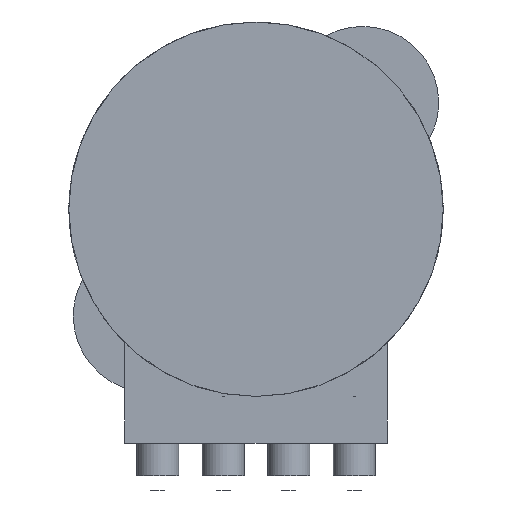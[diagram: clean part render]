
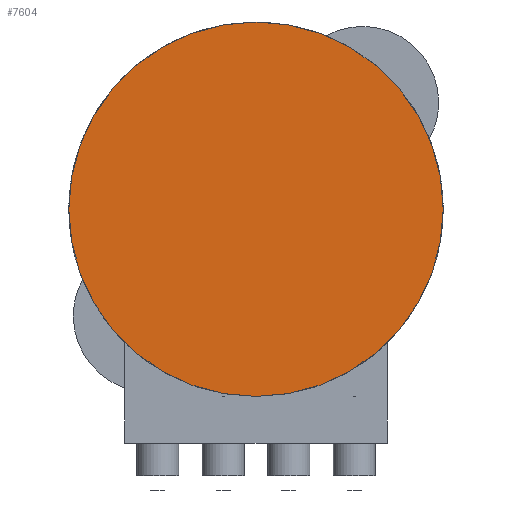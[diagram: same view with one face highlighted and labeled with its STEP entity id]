
A CAD part, left-side view. The second image highlights one B-rep face of the part: STEP entity #7604.
In plain terms, the highlighted face is planar.
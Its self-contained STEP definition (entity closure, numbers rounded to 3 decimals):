
#7585 = VERTEX_POINT('',#7586);
#7586 = CARTESIAN_POINT('',(0.,4.15,4.));
#7592 = EDGE_CURVE('',#7585,#7585,#7593,.T.);
#7593 = CIRCLE('',#7594,4.);
#7594 = AXIS2_PLACEMENT_3D('',#7595,#7596,#7597);
#7595 = CARTESIAN_POINT('',(0.,4.15,0.)
  );
#7596 = DIRECTION('',(0.,1.,0.));
#7597 = DIRECTION('',(0.,0.,1.));
#7604 = ADVANCED_FACE('',(#7605),#7608,.T.);
#7605 = FACE_BOUND('',#7606,.T.);
#7606 = EDGE_LOOP('',(#7607));
#7607 = ORIENTED_EDGE('',*,*,#7592,.T.);
#7608 = PLANE('',#7609);
#7609 = AXIS2_PLACEMENT_3D('',#7610,#7611,#7612);
#7610 = CARTESIAN_POINT('',(0.,4.15,0.)
  );
#7611 = DIRECTION('',(0.,1.,0.));
#7612 = DIRECTION('',(0.,0.,1.));
